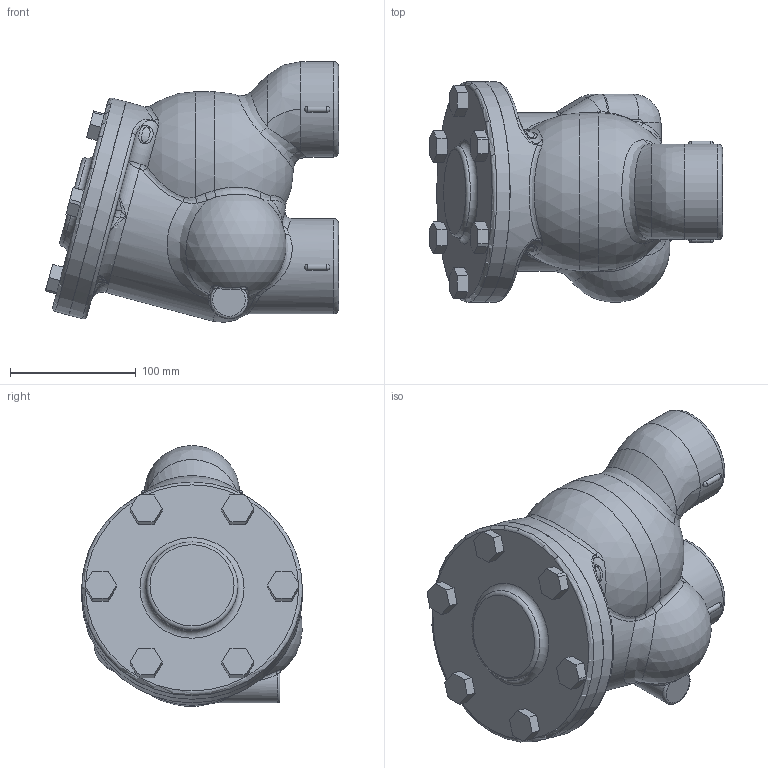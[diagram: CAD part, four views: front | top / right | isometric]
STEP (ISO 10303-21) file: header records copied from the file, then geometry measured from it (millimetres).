
FILE_DESCRIPTION(/* description */ (''),/* implementation_level */ '2;1');
FILE_NAME(/* name */ 'sj600-040-screw-00.stp',/* time_stamp */ '2020-12-01T11:24:39+09:00',/* author */ ('nakaot'),/* organization */ (''),/* preprocessor_version */ 'ST-DEVELOPER v18',/* originating_system */ 'Autodesk Inventor 2020',/* authorisation */ '');
FILE_SCHEMA (('AUTOMOTIVE_DESIGN { 1 0 10303 214 3 1 1 }'));
Length unit declared in the file: millimetre
Products named in the file (1): sj600-040-screw-00
Bounding box: 233.52 x 176 x 207.73 mm (x, y, z)
Volume: 3533545.4 mm3; surface area: 202143.7 mm2
Topology: 1 solids, 1 shells, 227 faces, 580 edges, 343 vertices
Faces by surface type: bspline 81, plane 62, cylinder 44, sphere 19, torus 19, cone 2
Full cylindrical faces by diameter (mm): 14 x6, 43.256 x2, 76 x2, 80 x1, 176 x2
Entity records: 10980 total; most frequent: CARTESIAN_POINT 5992, ORIENTED_EDGE 1110, DIRECTION 903, EDGE_CURVE 555, AXIS2_PLACEMENT_3D 375, VERTEX_POINT 343, EDGE_LOOP 252, FACE_OUTER_BOUND 227
